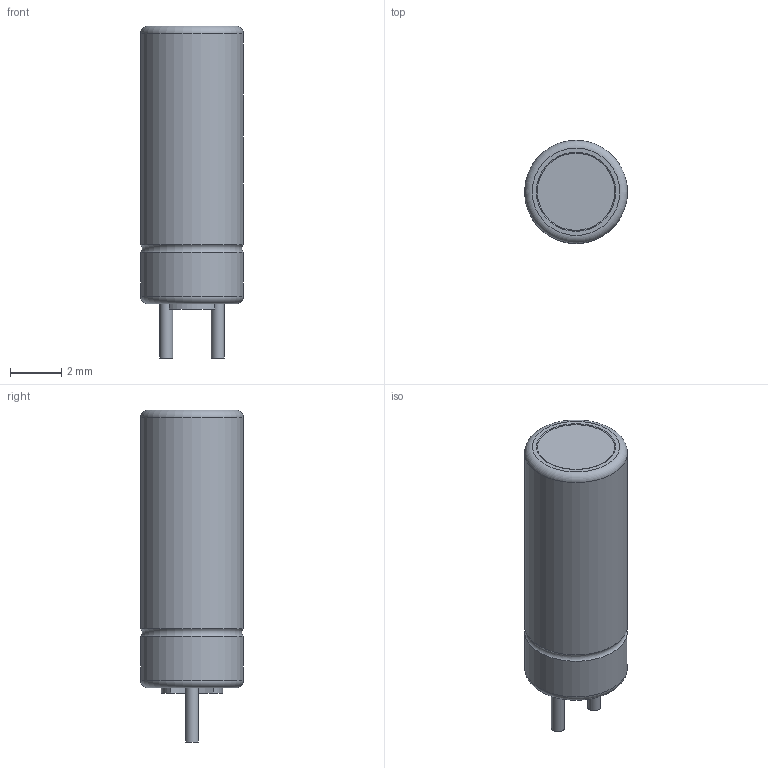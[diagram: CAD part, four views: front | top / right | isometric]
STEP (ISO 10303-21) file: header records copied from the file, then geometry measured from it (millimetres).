
FILE_DESCRIPTION(('FreeCAD Model'),'2;1');
FILE_NAME('E2x4x11.stp', '2015-01-17T18:58:59',('FreeCAD'),('FreeCAD'), 'Open CASCADE STEP processor 6.7','FreeCAD','Unknown');
FILE_SCHEMA(('AUTOMOTIVE_DESIGN_CC2 { 1 2 10303 214 -1 1 5 4 }'));
Length unit declared in the file: millimetre
Products named in the file (4): Pad003; Fillet001; Pad001; Pad
Bounding box: 4 x 4 x 12.9 mm (x, y, z)
Volume: 136.7 mm3; surface area: 191.3 mm2
Topology: 5 solids, 5 shells, 36 faces, 67 edges, 43 vertices
Faces by surface type: plane 21, cylinder 11, torus 4
Full cylindrical faces by diameter (mm): 0.5 x2, 2.56 x1, 3 x2, 4 x2
Entity records: 2053 total; most frequent: CARTESIAN_POINT 431, DIRECTION 276, ORIENTED_EDGE 134, PCURVE 134, DEFINITIONAL_REPRESENTATION 134, LINE 110, VECTOR 110, AXIS2_PLACEMENT_3D 78
